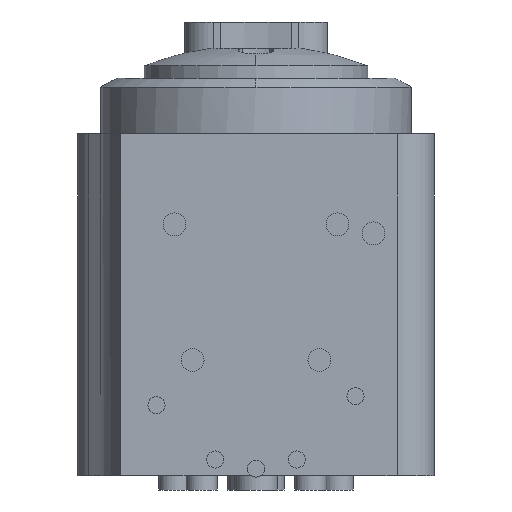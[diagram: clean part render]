
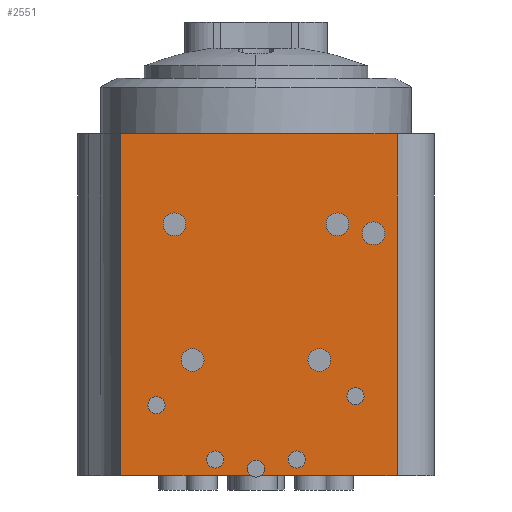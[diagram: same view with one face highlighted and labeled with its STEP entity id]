
A CAD part, front view. The second image highlights one B-rep face of the part: STEP entity #2551.
In plain terms, the highlighted planar face has unit normal (0, -1, 0).
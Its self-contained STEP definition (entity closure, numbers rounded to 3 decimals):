
#73=DIRECTION('',(1.,0.,0.));
#74=VECTOR('',#73,19.4);
#75=CARTESIAN_POINT('',(-9.5,-12.5,0.));
#76=LINE('',#75,#74);
#149=DIRECTION('',(1.,0.,0.));
#150=VECTOR('',#149,9.576);
#151=CARTESIAN_POINT('',(0.324,-12.5,-24.));
#152=LINE('',#151,#150);
#249=DIRECTION('',(1.,0.,0.));
#250=VECTOR('',#249,9.176);
#251=CARTESIAN_POINT('',(-9.5,-12.5,-24.));
#252=LINE('',#251,#250);
#865=CARTESIAN_POINT('',(5.715,-12.5,-6.35));
#866=DIRECTION('',(0.,-1.,0.));
#867=DIRECTION('',(-1.,0.,0.));
#868=AXIS2_PLACEMENT_3D('',#865,#866,#867);
#870=CARTESIAN_POINT('',(5.715,-12.5,-6.35));
#871=DIRECTION('',(0.,-1.,0.));
#872=DIRECTION('',(1.,0.,0.));
#873=AXIS2_PLACEMENT_3D('',#870,#871,#872);
#875=CARTESIAN_POINT('',(-5.715,-12.5,-6.35));
#876=DIRECTION('',(0.,-1.,0.));
#877=DIRECTION('',(-1.,0.,0.));
#878=AXIS2_PLACEMENT_3D('',#875,#876,#877);
#880=CARTESIAN_POINT('',(-5.715,-12.5,-6.35));
#881=DIRECTION('',(0.,-1.,0.));
#882=DIRECTION('',(1.,0.,0.));
#883=AXIS2_PLACEMENT_3D('',#880,#881,#882);
#885=CARTESIAN_POINT('',(-4.445,-12.5,-15.875));
#886=DIRECTION('',(0.,1.,0.));
#887=DIRECTION('',(-1.,0.,0.));
#888=AXIS2_PLACEMENT_3D('',#885,#886,#887);
#890=CARTESIAN_POINT('',(-4.445,-12.5,-15.875));
#891=DIRECTION('',(0.,1.,0.));
#892=DIRECTION('',(1.,0.,0.));
#893=AXIS2_PLACEMENT_3D('',#890,#891,#892);
#895=CARTESIAN_POINT('',(4.445,-12.5,-15.875));
#896=DIRECTION('',(0.,1.,0.));
#897=DIRECTION('',(-1.,0.,0.));
#898=AXIS2_PLACEMENT_3D('',#895,#896,#897);
#900=CARTESIAN_POINT('',(4.445,-12.5,-15.875));
#901=DIRECTION('',(0.,1.,0.));
#902=DIRECTION('',(1.,0.,0.));
#903=AXIS2_PLACEMENT_3D('',#900,#901,#902);
#905=CARTESIAN_POINT('',(0.,-12.5,-23.495));
#906=DIRECTION('',(0.,1.,0.));
#907=DIRECTION('',(-1.,0.,0.));
#908=AXIS2_PLACEMENT_3D('',#905,#906,#907);
#910=CARTESIAN_POINT('',(0.,-12.5,-23.495));
#911=DIRECTION('',(0.,1.,0.));
#912=DIRECTION('',(-0.54,0.,-0.842));
#913=AXIS2_PLACEMENT_3D('',#910,#911,#912);
#915=DIRECTION('',(0.,0.,-1.));
#916=VECTOR('',#915,24.);
#917=CARTESIAN_POINT('',(-9.5,-12.5,0.));
#918=LINE('',#917,#916);
#919=CARTESIAN_POINT('',(0.,-12.5,-23.495));
#920=DIRECTION('',(0.,1.,0.));
#921=DIRECTION('',(1.,0.,0.));
#922=AXIS2_PLACEMENT_3D('',#919,#920,#921);
#924=CARTESIAN_POINT('',(6.985,-12.5,-18.415));
#925=DIRECTION('',(0.,1.,0.));
#926=DIRECTION('',(-1.,0.,0.));
#927=AXIS2_PLACEMENT_3D('',#924,#925,#926);
#929=CARTESIAN_POINT('',(6.985,-12.5,-18.415));
#930=DIRECTION('',(0.,1.,0.));
#931=DIRECTION('',(1.,0.,0.));
#932=AXIS2_PLACEMENT_3D('',#929,#930,#931);
#934=CARTESIAN_POINT('',(-6.985,-12.5,-19.05));
#935=DIRECTION('',(0.,1.,0.));
#936=DIRECTION('',(-1.,0.,0.));
#937=AXIS2_PLACEMENT_3D('',#934,#935,#936);
#939=CARTESIAN_POINT('',(-6.985,-12.5,-19.05));
#940=DIRECTION('',(0.,1.,0.));
#941=DIRECTION('',(1.,0.,0.));
#942=AXIS2_PLACEMENT_3D('',#939,#940,#941);
#944=CARTESIAN_POINT('',(2.858,-12.5,-22.86));
#945=DIRECTION('',(0.,1.,0.));
#946=DIRECTION('',(-1.,0.,0.));
#947=AXIS2_PLACEMENT_3D('',#944,#945,#946);
#949=CARTESIAN_POINT('',(2.858,-12.5,-22.86));
#950=DIRECTION('',(0.,1.,0.));
#951=DIRECTION('',(1.,0.,0.));
#952=AXIS2_PLACEMENT_3D('',#949,#950,#951);
#954=CARTESIAN_POINT('',(-2.858,-12.5,-22.86));
#955=DIRECTION('',(0.,1.,0.));
#956=DIRECTION('',(-1.,0.,0.));
#957=AXIS2_PLACEMENT_3D('',#954,#955,#956);
#959=CARTESIAN_POINT('',(-2.858,-12.5,-22.86));
#960=DIRECTION('',(0.,1.,0.));
#961=DIRECTION('',(1.,0.,0.));
#962=AXIS2_PLACEMENT_3D('',#959,#960,#961);
#964=CARTESIAN_POINT('',(8.255,-12.5,-6.985));
#965=DIRECTION('',(0.,1.,0.));
#966=DIRECTION('',(-1.,0.,0.));
#967=AXIS2_PLACEMENT_3D('',#964,#965,#966);
#969=CARTESIAN_POINT('',(8.255,-12.5,-6.985));
#970=DIRECTION('',(0.,1.,0.));
#971=DIRECTION('',(1.,0.,0.));
#972=AXIS2_PLACEMENT_3D('',#969,#970,#971);
#1159=DIRECTION('',(0.,0.,-1.));
#1160=VECTOR('',#1159,24.);
#1161=CARTESIAN_POINT('',(9.9,-12.5,0.));
#1162=LINE('',#1161,#1160);
#1238=CARTESIAN_POINT('',(-9.5,-12.5,0.));
#1239=CARTESIAN_POINT('',(9.9,-12.5,0.));
#1240=VERTEX_POINT('',#1238);
#1241=VERTEX_POINT('',#1239);
#1268=CARTESIAN_POINT('',(-9.5,-12.5,-24.));
#1269=VERTEX_POINT('',#1268);
#1270=CARTESIAN_POINT('',(9.9,-12.5,-24.));
#1272=VERTEX_POINT('',#1270);
#1328=CARTESIAN_POINT('',(4.915,-12.5,-6.35));
#1329=CARTESIAN_POINT('',(6.515,-12.5,-6.35));
#1330=VERTEX_POINT('',#1328);
#1331=VERTEX_POINT('',#1329);
#1416=CARTESIAN_POINT('',(-5.245,-12.5,-15.875));
#1417=CARTESIAN_POINT('',(-3.645,-12.5,-15.875));
#1418=VERTEX_POINT('',#1416);
#1419=VERTEX_POINT('',#1417);
#1420=CARTESIAN_POINT('',(3.645,-12.5,-15.875));
#1421=CARTESIAN_POINT('',(5.245,-12.5,-15.875));
#1422=VERTEX_POINT('',#1420);
#1423=VERTEX_POINT('',#1421);
#1424=CARTESIAN_POINT('',(-0.6,-12.5,-23.495));
#1425=CARTESIAN_POINT('',(0.6,-12.5,-23.495));
#1426=VERTEX_POINT('',#1424);
#1427=VERTEX_POINT('',#1425);
#1428=CARTESIAN_POINT('',(0.324,-12.5,-24.));
#1429=VERTEX_POINT('',#1428);
#1430=CARTESIAN_POINT('',(6.385,-12.5,-18.415));
#1431=CARTESIAN_POINT('',(7.585,-12.5,-18.415));
#1432=VERTEX_POINT('',#1430);
#1433=VERTEX_POINT('',#1431);
#1434=CARTESIAN_POINT('',(-7.585,-12.5,-19.05));
#1435=CARTESIAN_POINT('',(-6.385,-12.5,-19.05));
#1436=VERTEX_POINT('',#1434);
#1437=VERTEX_POINT('',#1435);
#1446=CARTESIAN_POINT('',(-0.324,-12.5,-24.));
#1447=VERTEX_POINT('',#1446);
#1448=CARTESIAN_POINT('',(2.258,-12.5,-22.86));
#1449=CARTESIAN_POINT('',(3.458,-12.5,-22.86));
#1450=VERTEX_POINT('',#1448);
#1451=VERTEX_POINT('',#1449);
#1452=CARTESIAN_POINT('',(-3.458,-12.5,-22.86));
#1453=CARTESIAN_POINT('',(-2.258,-12.5,-22.86));
#1454=VERTEX_POINT('',#1452);
#1455=VERTEX_POINT('',#1453);
#1464=CARTESIAN_POINT('',(-6.515,-12.5,-6.35));
#1465=CARTESIAN_POINT('',(-4.915,-12.5,-6.35));
#1466=VERTEX_POINT('',#1464);
#1467=VERTEX_POINT('',#1465);
#1472=CARTESIAN_POINT('',(7.455,-12.5,-6.985));
#1473=CARTESIAN_POINT('',(9.055,-12.5,-6.985));
#1474=VERTEX_POINT('',#1472);
#1475=VERTEX_POINT('',#1473);
#2478=CARTESIAN_POINT('',(-9.5,-12.5,0.));
#2479=DIRECTION('',(0.,-1.,0.));
#2480=DIRECTION('',(1.,0.,0.));
#2481=AXIS2_PLACEMENT_3D('',#2478,#2479,#2480);
#2482=PLANE('',#2481);
#2484=ORIENTED_EDGE('',*,*,#2483,.F.);
#2486=ORIENTED_EDGE('',*,*,#2485,.F.);
#2487=ORIENTED_EDGE('',*,*,#1680,.F.);
#2488=ORIENTED_EDGE('',*,*,#2471,.F.);
#2489=ORIENTED_EDGE('',*,*,#1592,.T.);
#2491=ORIENTED_EDGE('',*,*,#2490,.T.);
#2492=ORIENTED_EDGE('',*,*,#1638,.F.);
#2494=ORIENTED_EDGE('',*,*,#2493,.F.);
#2495=EDGE_LOOP('',(#2484,#2486,#2487,#2488,#2489,#2491,#2492,#2494));
#2496=FACE_OUTER_BOUND('',#2495,.F.);
#2498=ORIENTED_EDGE('',*,*,#2497,.T.);
#2500=ORIENTED_EDGE('',*,*,#2499,.T.);
#2501=EDGE_LOOP('',(#2498,#2500));
#2502=FACE_BOUND('',#2501,.F.);
#2504=ORIENTED_EDGE('',*,*,#2503,.T.);
#2506=ORIENTED_EDGE('',*,*,#2505,.T.);
#2507=EDGE_LOOP('',(#2504,#2506));
#2508=FACE_BOUND('',#2507,.F.);
#2510=ORIENTED_EDGE('',*,*,#2509,.F.);
#2512=ORIENTED_EDGE('',*,*,#2511,.F.);
#2513=EDGE_LOOP('',(#2510,#2512));
#2514=FACE_BOUND('',#2513,.F.);
#2516=ORIENTED_EDGE('',*,*,#2515,.F.);
#2518=ORIENTED_EDGE('',*,*,#2517,.F.);
#2519=EDGE_LOOP('',(#2516,#2518));
#2520=FACE_BOUND('',#2519,.F.);
#2522=ORIENTED_EDGE('',*,*,#2521,.F.);
#2524=ORIENTED_EDGE('',*,*,#2523,.F.);
#2525=EDGE_LOOP('',(#2522,#2524));
#2526=FACE_BOUND('',#2525,.F.);
#2528=ORIENTED_EDGE('',*,*,#2527,.F.);
#2530=ORIENTED_EDGE('',*,*,#2529,.F.);
#2531=EDGE_LOOP('',(#2528,#2530));
#2532=FACE_BOUND('',#2531,.F.);
#2534=ORIENTED_EDGE('',*,*,#2533,.F.);
#2536=ORIENTED_EDGE('',*,*,#2535,.F.);
#2537=EDGE_LOOP('',(#2534,#2536));
#2538=FACE_BOUND('',#2537,.F.);
#2540=ORIENTED_EDGE('',*,*,#2539,.F.);
#2542=ORIENTED_EDGE('',*,*,#2541,.F.);
#2543=EDGE_LOOP('',(#2540,#2542));
#2544=FACE_BOUND('',#2543,.F.);
#2546=ORIENTED_EDGE('',*,*,#2545,.F.);
#2548=ORIENTED_EDGE('',*,*,#2547,.F.);
#2549=EDGE_LOOP('',(#2546,#2548));
#2550=FACE_BOUND('',#2549,.F.);
#2551=ADVANCED_FACE('',(#2496,#2502,#2508,#2514,#2520,#2526,#2532,#2538,#2544,
#2550),#2482,.T.);
#869=CIRCLE('',#868,0.8);
#874=CIRCLE('',#873,0.8);
#879=CIRCLE('',#878,0.8);
#884=CIRCLE('',#883,0.8);
#889=CIRCLE('',#888,0.8);
#894=CIRCLE('',#893,0.8);
#899=CIRCLE('',#898,0.8);
#904=CIRCLE('',#903,0.8);
#909=CIRCLE('',#908,0.6);
#914=CIRCLE('',#913,0.6);
#923=CIRCLE('',#922,0.6);
#928=CIRCLE('',#927,0.6);
#933=CIRCLE('',#932,0.6);
#938=CIRCLE('',#937,0.6);
#943=CIRCLE('',#942,0.6);
#948=CIRCLE('',#947,0.6);
#953=CIRCLE('',#952,0.6);
#958=CIRCLE('',#957,0.6);
#963=CIRCLE('',#962,0.6);
#968=CIRCLE('',#967,0.8);
#973=CIRCLE('',#972,0.8);
#1592=EDGE_CURVE('',#1240,#1241,#76,.T.);
#1638=EDGE_CURVE('',#1429,#1272,#152,.T.);
#1680=EDGE_CURVE('',#1269,#1447,#252,.T.);
#2471=EDGE_CURVE('',#1240,#1269,#918,.T.);
#2483=EDGE_CURVE('',#1426,#1427,#909,.T.);
#2485=EDGE_CURVE('',#1447,#1426,#914,.T.);
#2490=EDGE_CURVE('',#1241,#1272,#1162,.T.);
#2493=EDGE_CURVE('',#1427,#1429,#923,.T.);
#2497=EDGE_CURVE('',#1330,#1331,#869,.T.);
#2499=EDGE_CURVE('',#1331,#1330,#874,.T.);
#2503=EDGE_CURVE('',#1466,#1467,#879,.T.);
#2505=EDGE_CURVE('',#1467,#1466,#884,.T.);
#2509=EDGE_CURVE('',#1418,#1419,#889,.T.);
#2511=EDGE_CURVE('',#1419,#1418,#894,.T.);
#2515=EDGE_CURVE('',#1422,#1423,#899,.T.);
#2517=EDGE_CURVE('',#1423,#1422,#904,.T.);
#2521=EDGE_CURVE('',#1432,#1433,#928,.T.);
#2523=EDGE_CURVE('',#1433,#1432,#933,.T.);
#2527=EDGE_CURVE('',#1436,#1437,#938,.T.);
#2529=EDGE_CURVE('',#1437,#1436,#943,.T.);
#2533=EDGE_CURVE('',#1450,#1451,#948,.T.);
#2535=EDGE_CURVE('',#1451,#1450,#953,.T.);
#2539=EDGE_CURVE('',#1454,#1455,#958,.T.);
#2541=EDGE_CURVE('',#1455,#1454,#963,.T.);
#2545=EDGE_CURVE('',#1474,#1475,#968,.T.);
#2547=EDGE_CURVE('',#1475,#1474,#973,.T.);
